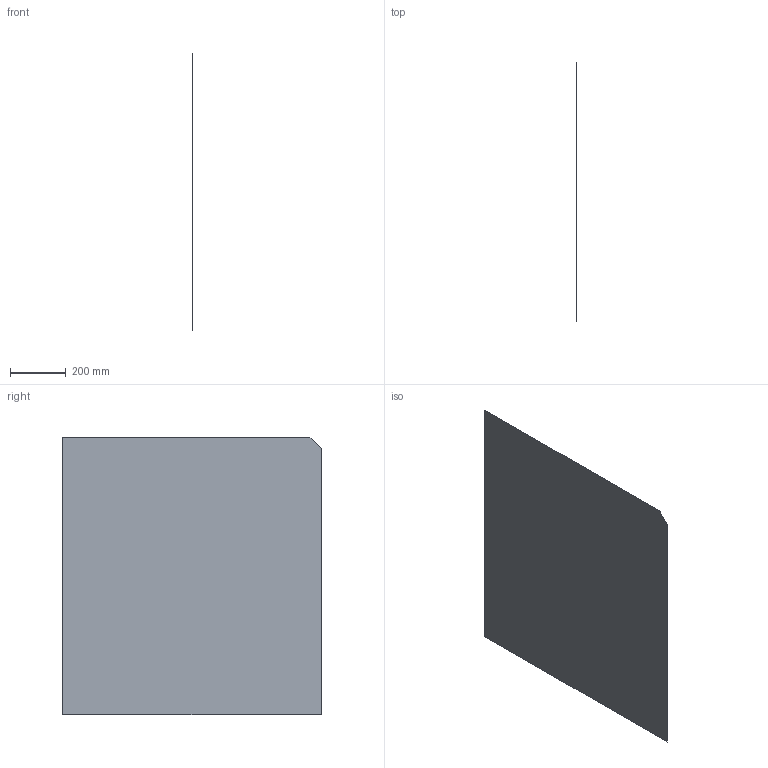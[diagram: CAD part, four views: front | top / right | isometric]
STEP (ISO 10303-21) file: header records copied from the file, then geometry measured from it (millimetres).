
FILE_DESCRIPTION(('Open CASCADE Model'),'2;1');
FILE_NAME('Open CASCADE Shape Model','2024-01-25T15:52:59',('Author'),( 'Open CASCADE'),'Open CASCADE STEP processor 7.4','Open CASCADE 7.4' ,'Unknown');
FILE_SCHEMA(('AUTOMOTIVE_DESIGN { 1 0 10303 214 1 1 1 1 }'));
Length unit declared in the file: millimetre
Products named in the file (1): Open CASCADE STEP translator 7.4 1
Bounding box: 0 x 930.88 x 1000 mm (x, y, z)
Topology: 0 solids, 2 shells, 2 faces, 5 edges, 5 vertices
Faces by surface type: plane 2
Entity records: 581 total; most frequent: CARTESIAN_POINT 106, DIRECTION 86, LINE 55, VECTOR 55, ORIENTED_EDGE 42, PCURVE 42, DEFINITIONAL_REPRESENTATION 41, EDGE_CURVE 21
